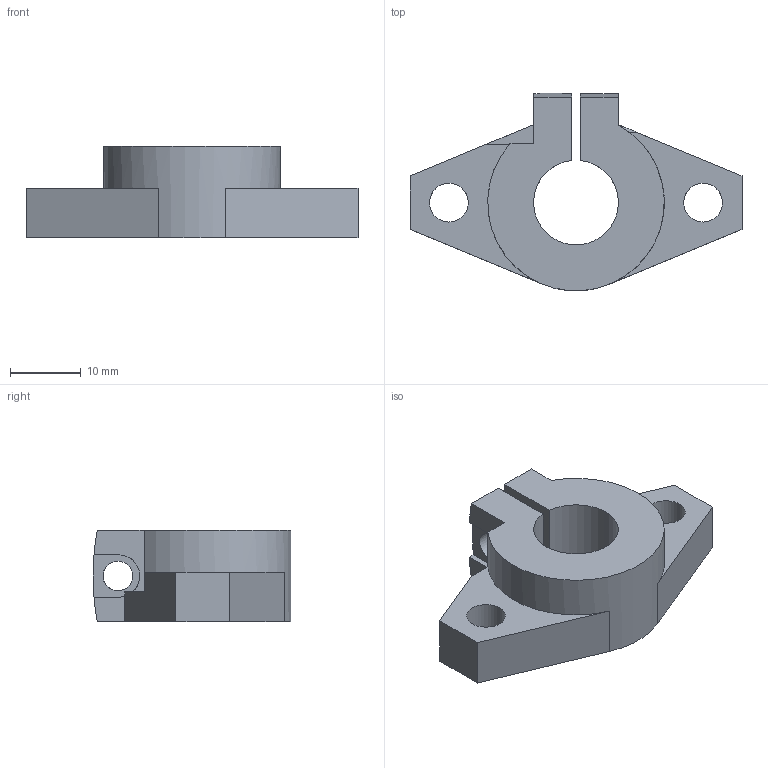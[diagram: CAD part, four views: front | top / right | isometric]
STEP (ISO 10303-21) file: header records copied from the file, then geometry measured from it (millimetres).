
FILE_DESCRIPTION (( 'STEP AP214' ), '1' );
FILE_NAME ('SHF12-Rollco.step', '2024-02-16T11:46:33', ( '' ), ( '' ), 'SwSTEP 2.0', 'SolidWorks 2010', '' );
FILE_SCHEMA (( 'AUTOMOTIVE_DESIGN' ));
Length unit declared in the file: millimetre
Products named in the file (1): SHF12-Rollco
Bounding box: 47 x 27.95 x 13 mm (x, y, z)
Volume: 6934.8 mm3; surface area: 3776.2 mm2
Topology: 1 solids, 1 shells, 30 faces, 86 edges, 57 vertices
Faces by surface type: plane 21, cylinder 9
Full cylindrical faces by diameter (mm): 4.2 x2, 5.5 x2
Entity records: 1007 total; most frequent: CARTESIAN_POINT 180, DIRECTION 164, ORIENTED_EDGE 160, EDGE_CURVE 80, AXIS2_PLACEMENT_3D 55, VERTEX_POINT 55, VECTOR 54, LINE 54
